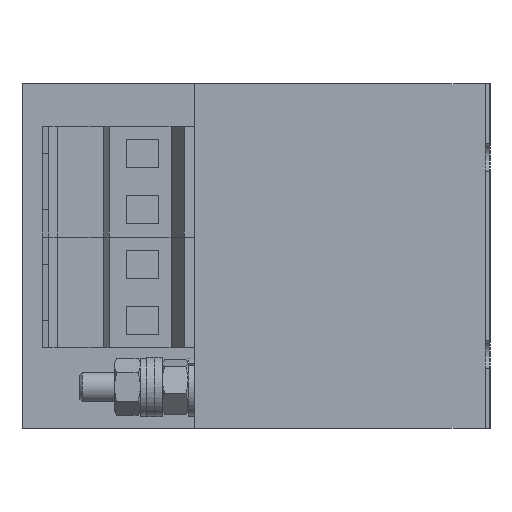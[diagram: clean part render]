
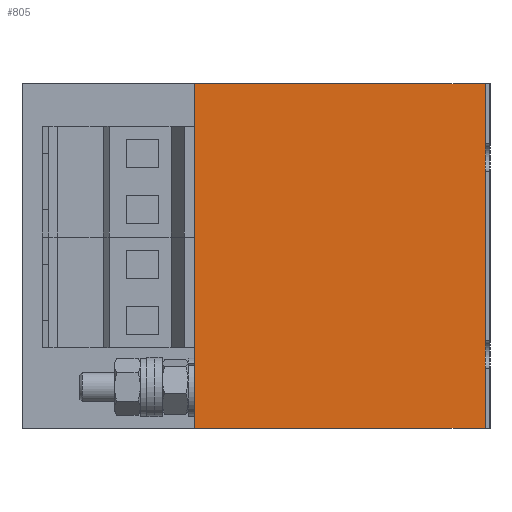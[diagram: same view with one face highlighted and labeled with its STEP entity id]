
A CAD part, left-side view. The second image highlights one B-rep face of the part: STEP entity #805.
In plain terms, the highlighted planar face has unit normal (-1, 0, 0).
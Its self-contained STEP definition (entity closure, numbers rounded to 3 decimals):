
#2 = ORIENTED_EDGE ( 'NONE', *, *, #4708, .F. ) ;
#222 = VECTOR ( 'NONE', #6077, 1000. ) ;
#267 = ORIENTED_EDGE ( 'NONE', *, *, #1423, .T. ) ;
#397 = DIRECTION ( 'NONE',  ( 0., 0., 1. ) ) ;
#429 = CARTESIAN_POINT ( 'NONE',  ( -140., 59., -34.5 ) ) ;
#451 = CARTESIAN_POINT ( 'NONE',  ( -140., 59., -34.5 ) ) ;
#626 = DIRECTION ( 'NONE',  ( 0., -1., 0. ) ) ;
#805 = ADVANCED_FACE ( 'Defeature ausgef�hrt1_8', ( #4369 ), #7855, .T. ) ;
#940 = DIRECTION ( 'NONE',  ( 0., 0., 1. ) ) ;
#994 = AXIS2_PLACEMENT_3D ( 'NONE', #4670, #6670, #5431 ) ;
#1327 = VECTOR ( 'NONE', #397, 1000. ) ;
#1423 = EDGE_CURVE ( 'Defeature ausgef�hrt1_8+Defeature ausgef�hrt1_7+Defeature ausgef�hrt1_16+Defeature ausgef�hrt1_17', #4469, #7648, #7129, .T. ) ;
#1598 = LINE ( 'NONE', #429, #222 ) ;
#2548 = ORIENTED_EDGE ( 'NONE', *, *, #5683, .T. ) ;
#2911 = LINE ( 'NONE', #4474, #3909 ) ;
#2922 = CARTESIAN_POINT ( 'NONE',  ( -140., 59., -34.5 ) ) ;
#3168 = EDGE_LOOP ( 'NONE', ( #267, #3561, #2, #2548 ) ) ;
#3561 = ORIENTED_EDGE ( 'NONE', *, *, #5288, .F. ) ;
#3909 = VECTOR ( 'NONE', #626, 1000. ) ;
#4369 = FACE_OUTER_BOUND ( 'NONE', #3168, .T. ) ;
#4469 = VERTEX_POINT ( 'NONE', #7128 ) ;
#4474 = CARTESIAN_POINT ( 'NONE',  ( -140., 59., 35.5 ) ) ;
#4670 = CARTESIAN_POINT ( 'NONE',  ( -140., 59., -34.5 ) ) ;
#4708 = EDGE_CURVE ( 'Defeature ausgef�hrt1_1+Defeature ausgef�hrt1_8+Defeature ausgef�hrt1_16+Defeature ausgef�hrt1_17', #8251, #6186, #5742, .T. ) ;
#5288 = EDGE_CURVE ( 'Defeature ausgef�hrt1_17+Defeature ausgef�hrt1_8+Defeature ausgef�hrt1_1+Defeature ausgef�hrt1_7', #6186, #7648, #2911, .T. ) ;
#5431 = DIRECTION ( 'NONE',  ( 0., -1., 0. ) ) ;
#5436 = CARTESIAN_POINT ( 'NONE',  ( -140., 59., 35.5 ) ) ;
#5683 = EDGE_CURVE ( 'Defeature ausgef�hrt1_8+Defeature ausgef�hrt1_16+Defeature ausgef�hrt1_1+Defeature ausgef�hrt1_7', #8251, #4469, #1598, .T. ) ;
#5742 = LINE ( 'NONE', #2922, #1327 ) ;
#6077 = DIRECTION ( 'NONE',  ( 0., -1., 0. ) ) ;
#6186 = VERTEX_POINT ( 'NONE', #5436 ) ;
#6265 = VECTOR ( 'NONE', #940, 1000. ) ;
#6670 = DIRECTION ( 'NONE',  ( -1., 0., 0. ) ) ;
#6787 = CARTESIAN_POINT ( 'NONE',  ( -140., 0., 35.5 ) ) ;
#7128 = CARTESIAN_POINT ( 'NONE',  ( -140., 0., -34.5 ) ) ;
#7129 = LINE ( 'NONE', #7793, #6265 ) ;
#7648 = VERTEX_POINT ( 'NONE', #6787 ) ;
#7793 = CARTESIAN_POINT ( 'NONE',  ( -140., 0., -34.5 ) ) ;
#7855 = PLANE ( 'NONE',  #994 ) ;
#8251 = VERTEX_POINT ( 'NONE', #451 ) ;
